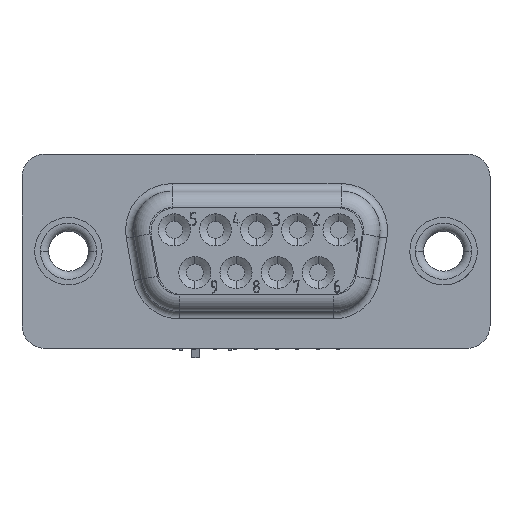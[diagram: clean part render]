
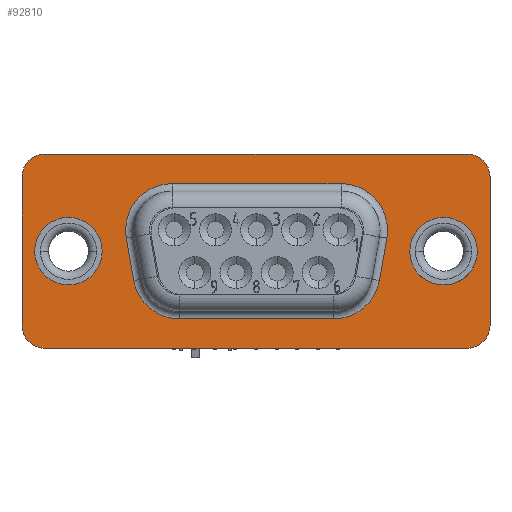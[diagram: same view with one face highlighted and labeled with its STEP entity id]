
A CAD part, front view. The second image highlights one B-rep face of the part: STEP entity #92810.
In plain terms, the highlighted face is planar.
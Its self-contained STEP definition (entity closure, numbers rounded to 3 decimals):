
#34120=CARTESIAN_POINT('',(-226.801,164.168,
31.998));
#34130=VERTEX_POINT('',#34120);
#34600=CARTESIAN_POINT('',(-216.871,164.168,
31.998));
#34610=VERTEX_POINT('',#34600);
#34640=CARTESIAN_POINT('',(0.,164.168,31.998));
#34650=DIRECTION('',(-1.,0.,0.));
#34660=VECTOR('',#34650,1.);
#34670=LINE('',#34640,#34660);
#34680=EDGE_CURVE('',#34610,#34130,#34670,.T.);
#35590=CARTESIAN_POINT('',(-228.301,165.668,
31.998));
#35600=VERTEX_POINT('',#35590);
#35630=CARTESIAN_POINT('',(-228.301,205.045,
31.998));
#35640=DIRECTION('',(0.,1.,0.));
#35650=VECTOR('',#35640,1.);
#35660=LINE('',#35630,#35650);
#35670=CARTESIAN_POINT('',(-228.301,193.858,
31.998));
#35680=VERTEX_POINT('',#35670);
#35690=EDGE_CURVE('',#35600,#35680,#35660,.T.);
#38980=CARTESIAN_POINT('',(-221.836,194.513,
31.998));
#38990=VERTEX_POINT('',#38980);
#39020=CARTESIAN_POINT('',(-221.836,192.263,
31.998));
#39030=DIRECTION('',(0.,0.,-1.));
#39040=DIRECTION('',(0.,1.,0.));
#39050=AXIS2_PLACEMENT_3D('',#39020,#39030,#39040);
#39060=CIRCLE('',#39050,2.25);
#39070=CARTESIAN_POINT('',(-221.836,190.013,
31.998));
#39080=VERTEX_POINT('',#39070);
#39090=EDGE_CURVE('',#39080,#38990,#39060,.T.);
#41730=CARTESIAN_POINT('',(-221.836,169.513,
31.998));
#41740=VERTEX_POINT('',#41730);
#41770=CARTESIAN_POINT('',(-221.836,167.263,
31.998));
#41780=DIRECTION('',(0.,0.,-1.));
#41790=DIRECTION('',(0.,1.,0.));
#41800=AXIS2_PLACEMENT_3D('',#41770,#41780,#41790);
#41810=CIRCLE('',#41800,2.25);
#41820=CARTESIAN_POINT('',(-221.836,165.013,
31.998));
#41830=VERTEX_POINT('',#41820);
#41840=EDGE_CURVE('',#41830,#41740,#41810,.T.);
#91440=CARTESIAN_POINT('',(-221.121,184.555,
31.998));
#91450=DIRECTION('',(0.,0.,1.));
#91460=DIRECTION('',(0.,-1.,0.));
#91470=AXIS2_PLACEMENT_3D('',#91440,#91450,#91460);
#91480=PLANE('',#91470);
#91490=EDGE_CURVE('',#38990,#39080,#39060,.T.);
#91500=ORIENTED_EDGE('',*,*,#91490,.F.);
#91510=ORIENTED_EDGE('',*,*,#39090,.F.);
#91520=EDGE_LOOP('',(#91510,#91500));
#91530=FACE_BOUND('',#91520,.T.);
#91540=CARTESIAN_POINT('',(0.,132.159,31.998));
#91550=DIRECTION('',(-0.985,0.174,0.));
#91560=VECTOR('',#91550,1.);
#91570=LINE('',#91540,#91560);
#91580=CARTESIAN_POINT('',(-220.965,171.121,
31.998));
#91590=VERTEX_POINT('',#91580);
#91600=CARTESIAN_POINT('',(-223.785,171.618,
31.998));
#91610=VERTEX_POINT('',#91600);
#91620=EDGE_CURVE('',#91590,#91610,#91570,.T.);
#91630=ORIENTED_EDGE('',*,*,#91620,.F.);
#91640=CARTESIAN_POINT('',(-223.246,174.671,
31.998));
#91650=DIRECTION('',(0.,0.,1.));
#91660=DIRECTION('',(1.,0.,0.));
#91670=AXIS2_PLACEMENT_3D('',#91640,#91650,#91660);
#91680=CIRCLE('',#91670,3.1);
#91690=CARTESIAN_POINT('',(-226.346,174.671,
31.998));
#91700=VERTEX_POINT('',#91690);
#91710=EDGE_CURVE('',#91700,#91610,#91680,.T.);
#91720=ORIENTED_EDGE('',*,*,#91710,.T.);
#91730=CARTESIAN_POINT('',(-226.346,0.,31.998));
#91740=DIRECTION('',(0.,1.,0.));
#91750=VECTOR('',#91740,1.);
#91760=LINE('',#91730,#91750);
#91770=CARTESIAN_POINT('',(-226.346,184.936,
31.998));
#91780=VERTEX_POINT('',#91770);
#91790=EDGE_CURVE('',#91700,#91780,#91760,.T.);
#91800=ORIENTED_EDGE('',*,*,#91790,.F.);
#91810=CARTESIAN_POINT('',(-223.246,184.936,
31.998));
#91820=DIRECTION('',(0.,0.,-1.));
#91830=DIRECTION('',(-1.,0.,0.));
#91840=AXIS2_PLACEMENT_3D('',#91810,#91820,#91830);
#91850=CIRCLE('',#91840,3.1);
#91860=CARTESIAN_POINT('',(-223.785,187.989,
31.998));
#91870=VERTEX_POINT('',#91860);
#91880=EDGE_CURVE('',#91780,#91870,#91850,.T.);
#91890=ORIENTED_EDGE('',*,*,#91880,.F.);
#91900=CARTESIAN_POINT('',(0.,227.448,31.998));
#91910=DIRECTION('',(0.985,0.174,0.));
#91920=VECTOR('',#91910,1.);
#91930=LINE('',#91900,#91920);
#91940=CARTESIAN_POINT('',(-220.965,188.486,
31.998));
#91950=VERTEX_POINT('',#91940);
#91960=EDGE_CURVE('',#91870,#91950,#91930,.T.);
#91970=ORIENTED_EDGE('',*,*,#91960,.F.);
#91980=CARTESIAN_POINT('',(-220.426,185.433,
31.998));
#91990=DIRECTION('',(0.,0.,-1.));
#92000=DIRECTION('',(-1.,0.,0.));
#92010=AXIS2_PLACEMENT_3D('',#91980,#91990,#92000);
#92020=CIRCLE('',#92010,3.1);
#92030=CARTESIAN_POINT('',(-217.326,185.433,
31.998));
#92040=VERTEX_POINT('',#92030);
#92050=EDGE_CURVE('',#91950,#92040,#92020,.T.);
#92060=ORIENTED_EDGE('',*,*,#92050,.F.);
#92070=CARTESIAN_POINT('',(-217.326,0.,31.998));
#92080=DIRECTION('',(0.,1.,0.));
#92090=VECTOR('',#92080,1.);
#92100=LINE('',#92070,#92090);
#92110=CARTESIAN_POINT('',(-217.326,174.173,
31.998));
#92120=VERTEX_POINT('',#92110);
#92130=EDGE_CURVE('',#92120,#92040,#92100,.T.);
#92140=ORIENTED_EDGE('',*,*,#92130,.T.);
#92150=CARTESIAN_POINT('',(-220.426,174.173,
31.998));
#92160=DIRECTION('',(0.,0.,1.));
#92170=DIRECTION('',(1.,0.,0.));
#92180=AXIS2_PLACEMENT_3D('',#92150,#92160,#92170);
#92190=CIRCLE('',#92180,3.1);
#92200=EDGE_CURVE('',#91590,#92120,#92190,.T.);
#92210=ORIENTED_EDGE('',*,*,#92200,.T.);
#92220=EDGE_LOOP('',(#92210,#92140,#92060,#91970,#91890,#91800,#91720,
#91630));
#92230=FACE_BOUND('',#92220,.T.);
#92240=EDGE_CURVE('',#41740,#41830,#41810,.T.);
#92250=ORIENTED_EDGE('',*,*,#92240,.F.);
#92260=ORIENTED_EDGE('',*,*,#41840,.F.);
#92270=EDGE_LOOP('',(#92260,#92250));
#92280=FACE_BOUND('',#92270,.T.);
#92290=CARTESIAN_POINT('',(-226.801,165.668,
31.998));
#92300=DIRECTION('',(0.,0.,-1.));
#92310=DIRECTION('',(1.,0.,0.));
#92320=AXIS2_PLACEMENT_3D('',#92290,#92300,#92310);
#92330=CIRCLE('',#92320,1.5);
#92340=EDGE_CURVE('',#34130,#35600,#92330,.T.);
#92350=ORIENTED_EDGE('',*,*,#92340,.T.);
#92360=ORIENTED_EDGE('',*,*,#34680,.T.);
#92370=CARTESIAN_POINT('',(-216.871,165.668,
31.998));
#92380=DIRECTION('',(0.,0.,1.));
#92390=DIRECTION('',(-1.,0.,0.));
#92400=AXIS2_PLACEMENT_3D('',#92370,#92380,#92390);
#92410=CIRCLE('',#92400,1.5);
#92420=CARTESIAN_POINT('',(-215.371,165.668,
31.998));
#92430=VERTEX_POINT('',#92420);
#92440=EDGE_CURVE('',#34610,#92430,#92410,.T.);
#92450=ORIENTED_EDGE('',*,*,#92440,.F.);
#92460=CARTESIAN_POINT('',(-215.371,205.045,
31.998));
#92470=DIRECTION('',(0.,-1.,0.));
#92480=VECTOR('',#92470,1.);
#92490=LINE('',#92460,#92480);
#92500=CARTESIAN_POINT('',(-215.371,193.858,
31.998));
#92510=VERTEX_POINT('',#92500);
#92520=EDGE_CURVE('',#92510,#92430,#92490,.T.);
#92530=ORIENTED_EDGE('',*,*,#92520,.T.);
#92540=CARTESIAN_POINT('',(-216.871,193.858,
31.998));
#92550=DIRECTION('',(0.,0.,-1.));
#92560=DIRECTION('',(1.,0.,0.));
#92570=AXIS2_PLACEMENT_3D('',#92540,#92550,#92560);
#92580=CIRCLE('',#92570,1.5);
#92590=CARTESIAN_POINT('',(-216.871,195.358,
31.998));
#92600=VERTEX_POINT('',#92590);
#92610=EDGE_CURVE('',#92600,#92510,#92580,.T.);
#92620=ORIENTED_EDGE('',*,*,#92610,.T.);
#92630=CARTESIAN_POINT('',(0.,195.358,31.998));
#92640=DIRECTION('',(1.,0.,0.));
#92650=VECTOR('',#92640,1.);
#92660=LINE('',#92630,#92650);
#92670=CARTESIAN_POINT('',(-226.801,195.358,
31.998));
#92680=VERTEX_POINT('',#92670);
#92690=EDGE_CURVE('',#92680,#92600,#92660,.T.);
#92700=ORIENTED_EDGE('',*,*,#92690,.T.);
#92710=CARTESIAN_POINT('',(-226.801,193.858,
31.998));
#92720=DIRECTION('',(0.,0.,1.));
#92730=DIRECTION('',(-1.,0.,0.));
#92740=AXIS2_PLACEMENT_3D('',#92710,#92720,#92730);
#92750=CIRCLE('',#92740,1.5);
#92760=EDGE_CURVE('',#92680,#35680,#92750,.T.);
#92770=ORIENTED_EDGE('',*,*,#92760,.F.);
#92780=ORIENTED_EDGE('',*,*,#35690,.T.);
#92790=EDGE_LOOP('',(#92780,#92770,#92700,#92620,#92530,#92450,#92360,
#92350));
#92800=FACE_OUTER_BOUND('',#92790,.T.);
#92810=ADVANCED_FACE('',(#91530,#92230,#92280,#92800),#91480,.F.);
